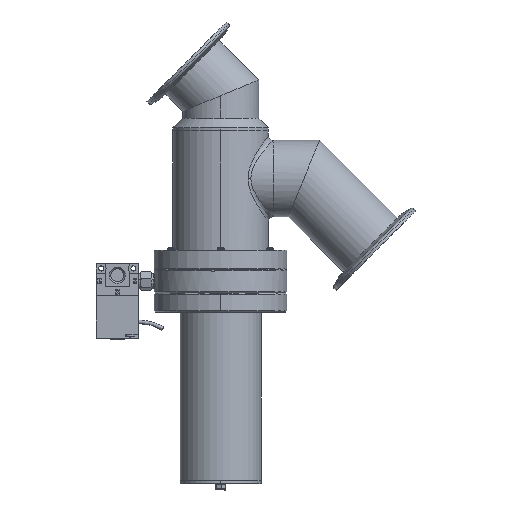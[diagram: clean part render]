
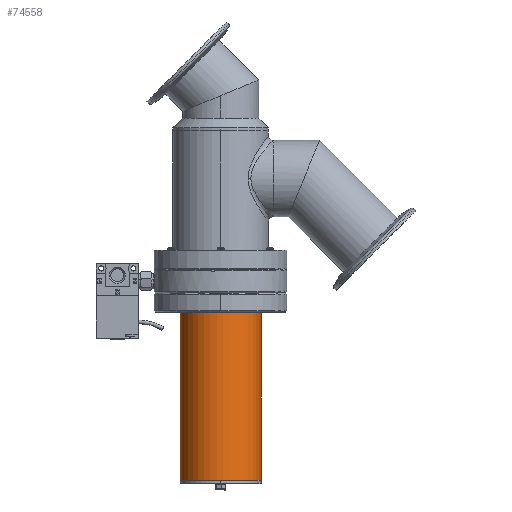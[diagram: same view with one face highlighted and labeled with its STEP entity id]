
A CAD part, front view. The second image highlights one B-rep face of the part: STEP entity #74558.
In plain terms, the highlighted cylindrical face has radius 26.988 mm (diameter 53.975 mm), a partial arc.
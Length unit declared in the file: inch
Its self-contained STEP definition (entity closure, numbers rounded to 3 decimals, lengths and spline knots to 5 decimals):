
#550 = DIRECTION ( 'NONE',  ( -1., 0., 0. ) ) ;
#2804 = VECTOR ( 'NONE', #17338, 39.37008 ) ;
#7056 = CARTESIAN_POINT ( 'NONE',  ( -1.81348, 0.30559, -3.87005 ) ) ;
#7220 = CIRCLE ( 'NONE', #51178, 1.0625 ) ;
#9840 = AXIS2_PLACEMENT_3D ( 'NONE', #7056, #47987, #550 ) ;
#10623 = CARTESIAN_POINT ( 'NONE',  ( -2.76091, -0.17533, -3.87065 ) ) ;
#11058 = LINE ( 'NONE', #74216, #66432 ) ;
#11164 = CARTESIAN_POINT ( 'NONE',  ( -2.87598, 0.30559, -8.58446 ) ) ;
#12439 = ORIENTED_EDGE ( 'NONE', *, *, #72576, .T. ) ;
#12531 = ORIENTED_EDGE ( 'NONE', *, *, #44842, .T. ) ;
#13282 = EDGE_CURVE ( 'NONE', #72300, #51039, #15702, .T. ) ;
#14518 = CIRCLE ( 'NONE', #57304, 1.0625 ) ;
#15159 = DIRECTION ( 'NONE',  ( 0., 0., -1. ) ) ;
#15702 = CIRCLE ( 'NONE', #56006, 1.0625 ) ;
#15798 = VERTEX_POINT ( 'NONE', #11164 ) ;
#15809 = ORIENTED_EDGE ( 'NONE', *, *, #13282, .T. ) ;
#17338 = DIRECTION ( 'NONE',  ( 0., 0., -1. ) ) ;
#18073 = EDGE_CURVE ( 'NONE', #15798, #19148, #14518, .T. ) ;
#19072 = CARTESIAN_POINT ( 'NONE',  ( -2.87598, 0.30559, -3.87065 ) ) ;
#19148 = VERTEX_POINT ( 'NONE', #42957 ) ;
#20589 = CARTESIAN_POINT ( 'NONE',  ( -1.81348, 0.30559, -3.87065 ) ) ;
#24492 = CARTESIAN_POINT ( 'NONE',  ( -1.81348, 0.30559, -8.58446 ) ) ;
#29363 = EDGE_CURVE ( 'NONE', #66574, #15798, #47155, .T. ) ;
#29642 = AXIS2_PLACEMENT_3D ( 'NONE', #44616, #15159, #67572 ) ;
#29880 = DIRECTION ( 'NONE',  ( 0., 0., 1. ) ) ;
#33338 = DIRECTION ( 'NONE',  ( 0., 0., 1. ) ) ;
#38074 = EDGE_LOOP ( 'NONE', ( #70365, #15809, #12531, #38896, #50569, #12439 ) ) ;
#38146 = DIRECTION ( 'NONE',  ( 0., 0., -1. ) ) ;
#38896 = ORIENTED_EDGE ( 'NONE', *, *, #29363, .T. ) ;
#41157 = CARTESIAN_POINT ( 'NONE',  ( -0.75098, 0.30559, -3.87065 ) ) ;
#42957 = CARTESIAN_POINT ( 'NONE',  ( -2.76091, -0.17533, -8.58446 ) ) ;
#44616 = CARTESIAN_POINT ( 'NONE',  ( -1.81348, 0.30559, -3.87065 ) ) ;
#44842 = EDGE_CURVE ( 'NONE', #51039, #66574, #51652, .T. ) ;
#45219 = CARTESIAN_POINT ( 'NONE',  ( -1.81348, 0.30559, -8.58446 ) ) ;
#47155 = LINE ( 'NONE', #70499, #2804 ) ;
#47987 = DIRECTION ( 'NONE',  ( 0., 0., -1. ) ) ;
#50473 = DIRECTION ( 'NONE',  ( 0., 0., -1. ) ) ;
#50569 = ORIENTED_EDGE ( 'NONE', *, *, #18073, .T. ) ;
#51039 = VERTEX_POINT ( 'NONE', #10623 ) ;
#51178 = AXIS2_PLACEMENT_3D ( 'NONE', #45219, #33338, #56709 ) ;
#51652 = CIRCLE ( 'NONE', #29642, 1.0625 ) ;
#52838 = DIRECTION ( 'NONE',  ( -1., 0., 0. ) ) ;
#55112 = EDGE_CURVE ( 'NONE', #72300, #67754, #11058, .T. ) ;
#56006 = AXIS2_PLACEMENT_3D ( 'NONE', #20589, #38146, #61520 ) ;
#56709 = DIRECTION ( 'NONE',  ( -1., 0., 0. ) ) ;
#57304 = AXIS2_PLACEMENT_3D ( 'NONE', #24492, #29880, #52838 ) ;
#60238 = FACE_OUTER_BOUND ( 'NONE', #38074, .T. ) ;
#61520 = DIRECTION ( 'NONE',  ( -1., 0., 0. ) ) ;
#61994 = CARTESIAN_POINT ( 'NONE',  ( -0.75098, 0.30559, -8.58446 ) ) ;
#65222 = CYLINDRICAL_SURFACE ( 'NONE', #9840, 1.0625 ) ;
#66432 = VECTOR ( 'NONE', #50473, 39.37008 ) ;
#66574 = VERTEX_POINT ( 'NONE', #19072 ) ;
#67572 = DIRECTION ( 'NONE',  ( -1., 0., 0. ) ) ;
#67754 = VERTEX_POINT ( 'NONE', #61994 ) ;
#70365 = ORIENTED_EDGE ( 'NONE', *, *, #55112, .F. ) ;
#70499 = CARTESIAN_POINT ( 'NONE',  ( -2.87598, 0.30559, -3.87005 ) ) ;
#72300 = VERTEX_POINT ( 'NONE', #41157 ) ;
#72576 = EDGE_CURVE ( 'NONE', #19148, #67754, #7220, .T. ) ;
#74216 = CARTESIAN_POINT ( 'NONE',  ( -0.75098, 0.30559, -3.87005 ) ) ;
#74558 = ADVANCED_FACE ( 'NONE', ( #60238 ), #65222, .T. ) ;
